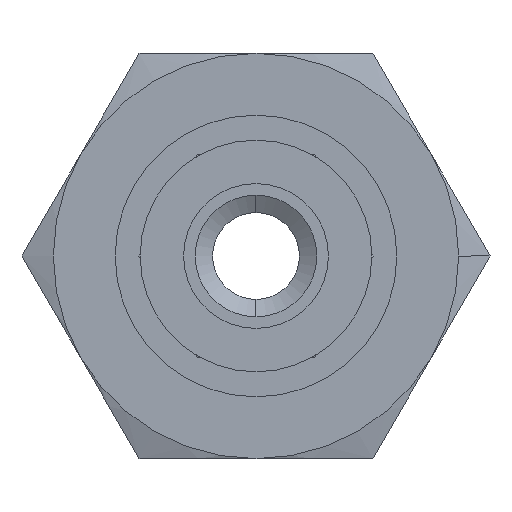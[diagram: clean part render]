
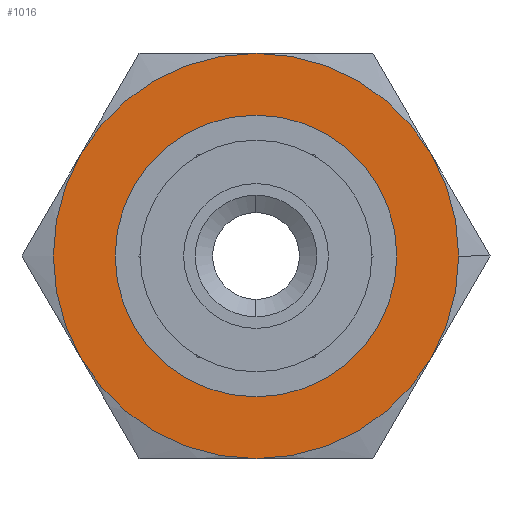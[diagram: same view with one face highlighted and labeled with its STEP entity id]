
A CAD part, front view. The second image highlights one B-rep face of the part: STEP entity #1016.
In plain terms, the highlighted planar face has unit normal (0, -1, 0).
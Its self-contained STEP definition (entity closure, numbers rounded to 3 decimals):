
#49 = FACE_OUTER_BOUND ( 'NONE', #1206, .T. ) ;
#121 = AXIS2_PLACEMENT_3D ( 'NONE', #1890, #2865, #3252 ) ;
#126 = CARTESIAN_POINT ( 'NONE',  ( 0., 24.5, 0. ) ) ;
#155 = CARTESIAN_POINT ( 'NONE',  ( 0., 24.5, -4.865 ) ) ;
#229 = AXIS2_PLACEMENT_3D ( 'NONE', #3887, #3198, #3906 ) ;
#290 = DIRECTION ( 'NONE',  ( -1., 0., 0. ) ) ;
#505 = EDGE_CURVE ( 'NONE', #3329, #1702, #2178, .T. ) ;
#516 = EDGE_CURVE ( 'NONE', #2407, #3329, #1617, .T. ) ;
#538 = DIRECTION ( 'NONE',  ( -1., 0., 0. ) ) ;
#637 = CARTESIAN_POINT ( 'NONE',  ( 6.062, 24.5, 3.5 ) ) ;
#733 = VERTEX_POINT ( 'NONE', #766 ) ;
#765 = CARTESIAN_POINT ( 'NONE',  ( 0., 24.5, 0. ) ) ;
#766 = CARTESIAN_POINT ( 'NONE',  ( 7., 24.5, 0. ) ) ;
#770 = FACE_BOUND ( 'NONE', #1525, .T. ) ;
#852 = DIRECTION ( 'NONE',  ( -1., 0., 0. ) ) ;
#860 = EDGE_CURVE ( 'NONE', #2936, #733, #2667, .T. ) ;
#899 = ORIENTED_EDGE ( 'NONE', *, *, #3506, .F. ) ;
#905 = DIRECTION ( 'NONE',  ( 0., -1., 0. ) ) ;
#923 = DIRECTION ( 'NONE',  ( 0., 0., -1. ) ) ;
#960 = AXIS2_PLACEMENT_3D ( 'NONE', #4141, #3140, #538 ) ;
#976 = CARTESIAN_POINT ( 'NONE',  ( -6.062, 24.5, -3.5 ) ) ;
#1016 = ADVANCED_FACE ( 'NONE', ( #49, #770 ), #3360, .F. ) ;
#1066 = CARTESIAN_POINT ( 'NONE',  ( 0., 24.5, 7. ) ) ;
#1103 = CIRCLE ( 'NONE', #3514, 7. ) ;
#1206 = EDGE_LOOP ( 'NONE', ( #2287, #4158, #2263, #1324, #899, #2614, #2792 ) ) ;
#1223 = AXIS2_PLACEMENT_3D ( 'NONE', #2931, #905, #923 ) ;
#1266 = DIRECTION ( 'NONE',  ( 0., 0., -1. ) ) ;
#1324 = ORIENTED_EDGE ( 'NONE', *, *, #516, .F. ) ;
#1361 = CIRCLE ( 'NONE', #1567, 4.865 ) ;
#1418 = AXIS2_PLACEMENT_3D ( 'NONE', #3336, #2737, #3404 ) ;
#1525 = EDGE_LOOP ( 'NONE', ( #1830, #2540 ) ) ;
#1567 = AXIS2_PLACEMENT_3D ( 'NONE', #2549, #2569, #1266 ) ;
#1617 = CIRCLE ( 'NONE', #121, 7. ) ;
#1702 = VERTEX_POINT ( 'NONE', #976 ) ;
#1731 = DIRECTION ( 'NONE',  ( -1., 0., 0. ) ) ;
#1747 = DIRECTION ( 'NONE',  ( 0., 1., 0. ) ) ;
#1812 = DIRECTION ( 'NONE',  ( 0., -1., 0. ) ) ;
#1830 = ORIENTED_EDGE ( 'NONE', *, *, #2224, .F. ) ;
#1871 = DIRECTION ( 'NONE',  ( 0., 1., 0. ) ) ;
#1890 = CARTESIAN_POINT ( 'NONE',  ( 0., 24.5, 0. ) ) ;
#1911 = CARTESIAN_POINT ( 'NONE',  ( 0., 24.5, 0. ) ) ;
#2057 = CIRCLE ( 'NONE', #2617, 7. ) ;
#2142 = EDGE_CURVE ( 'NONE', #3509, #3499, #2605, .T. ) ;
#2173 = CARTESIAN_POINT ( 'NONE',  ( 6.062, 24.5, -3.5 ) ) ;
#2178 = CIRCLE ( 'NONE', #3280, 7. ) ;
#2224 = EDGE_CURVE ( 'NONE', #3499, #3509, #1361, .T. ) ;
#2263 = ORIENTED_EDGE ( 'NONE', *, *, #505, .F. ) ;
#2287 = ORIENTED_EDGE ( 'NONE', *, *, #4092, .F. ) ;
#2407 = VERTEX_POINT ( 'NONE', #2173 ) ;
#2457 = AXIS2_PLACEMENT_3D ( 'NONE', #3507, #2839, #852 ) ;
#2540 = ORIENTED_EDGE ( 'NONE', *, *, #2142, .F. ) ;
#2549 = CARTESIAN_POINT ( 'NONE',  ( 0., 24.5, 0. ) ) ;
#2569 = DIRECTION ( 'NONE',  ( 0., -1., 0. ) ) ;
#2605 = CIRCLE ( 'NONE', #1223, 4.865 ) ;
#2614 = ORIENTED_EDGE ( 'NONE', *, *, #860, .F. ) ;
#2617 = AXIS2_PLACEMENT_3D ( 'NONE', #765, #1747, #1731 ) ;
#2624 = CIRCLE ( 'NONE', #229, 7. ) ;
#2667 = CIRCLE ( 'NONE', #2457, 7. ) ;
#2721 = CARTESIAN_POINT ( 'NONE',  ( -6.062, 24.5, 3.5 ) ) ;
#2737 = DIRECTION ( 'NONE',  ( 0., 1., 0. ) ) ;
#2772 = VERTEX_POINT ( 'NONE', #1066 ) ;
#2792 = ORIENTED_EDGE ( 'NONE', *, *, #3953, .T. ) ;
#2839 = DIRECTION ( 'NONE',  ( 0., 1., 0. ) ) ;
#2854 = EDGE_CURVE ( 'NONE', #1702, #3149, #2057, .T. ) ;
#2865 = DIRECTION ( 'NONE',  ( 0., 1., 0. ) ) ;
#2931 = CARTESIAN_POINT ( 'NONE',  ( 0., 24.5, 0. ) ) ;
#2936 = VERTEX_POINT ( 'NONE', #637 ) ;
#2963 = CIRCLE ( 'NONE', #960, 7. ) ;
#3071 = CARTESIAN_POINT ( 'NONE',  ( 0., 24.5, 4.865 ) ) ;
#3140 = DIRECTION ( 'NONE',  ( 0., 1., 0. ) ) ;
#3149 = VERTEX_POINT ( 'NONE', #2721 ) ;
#3198 = DIRECTION ( 'NONE',  ( 0., 1., 0. ) ) ;
#3252 = DIRECTION ( 'NONE',  ( -1., 0., 0. ) ) ;
#3280 = AXIS2_PLACEMENT_3D ( 'NONE', #1911, #1871, #290 ) ;
#3329 = VERTEX_POINT ( 'NONE', #3726 ) ;
#3336 = CARTESIAN_POINT ( 'NONE',  ( 4.041, 24.5, -7. ) ) ;
#3360 = PLANE ( 'NONE',  #1418 ) ;
#3404 = DIRECTION ( 'NONE',  ( 1., 0., 0. ) ) ;
#3442 = DIRECTION ( 'NONE',  ( 1., 0., 0. ) ) ;
#3499 = VERTEX_POINT ( 'NONE', #155 ) ;
#3506 = EDGE_CURVE ( 'NONE', #733, #2407, #2963, .T. ) ;
#3507 = CARTESIAN_POINT ( 'NONE',  ( 0., 24.5, 0. ) ) ;
#3509 = VERTEX_POINT ( 'NONE', #3071 ) ;
#3514 = AXIS2_PLACEMENT_3D ( 'NONE', #126, #1812, #3442 ) ;
#3726 = CARTESIAN_POINT ( 'NONE',  ( 0., 24.5, -7. ) ) ;
#3887 = CARTESIAN_POINT ( 'NONE',  ( 0., 24.5, 0. ) ) ;
#3906 = DIRECTION ( 'NONE',  ( -1., 0., 0. ) ) ;
#3953 = EDGE_CURVE ( 'NONE', #2936, #2772, #1103, .T. ) ;
#4092 = EDGE_CURVE ( 'NONE', #3149, #2772, #2624, .T. ) ;
#4141 = CARTESIAN_POINT ( 'NONE',  ( 0., 24.5, 0. ) ) ;
#4158 = ORIENTED_EDGE ( 'NONE', *, *, #2854, .F. ) ;
